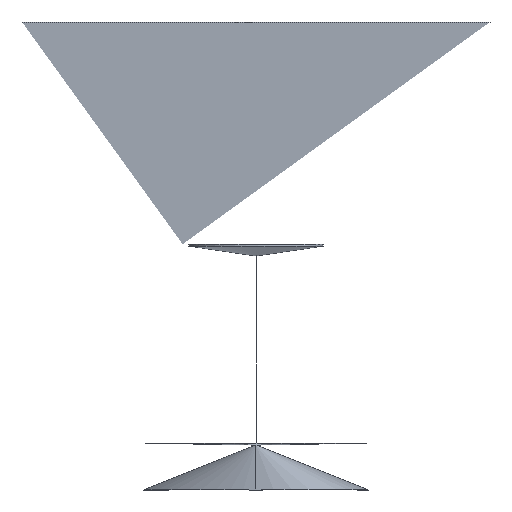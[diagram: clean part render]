
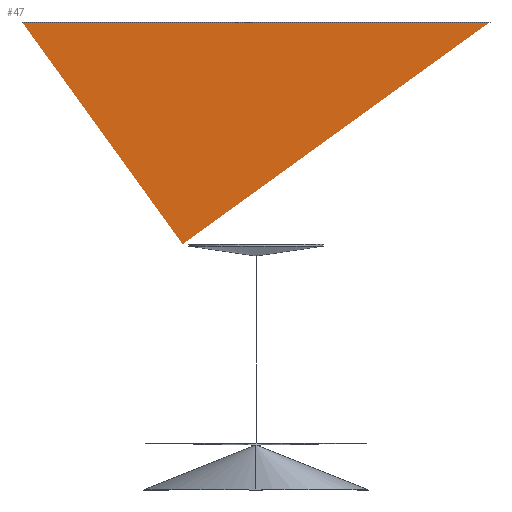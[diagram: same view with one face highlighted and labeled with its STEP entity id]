
A CAD part, left-side view. The second image highlights one B-rep face of the part: STEP entity #47.
In plain terms, the highlighted free-form (B-spline) face has degree [2, 2] with [5, 5] control points.
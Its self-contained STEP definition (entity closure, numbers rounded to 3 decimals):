
#20=FACE_BOUND('',#76,.T.);
#21=B_SPLINE_CURVE_WITH_KNOTS('',3,(#908,#909,#910,#911,#912,#913,#914,
#915,#916,#917,#918,#919,#920,#921,#922,#923,#924,#925,#926,#927,#928,#929,
#930,#931,#932,#933,#934,#935,#936,#937,#938,#939,#940,#941,#942,#943,#944),
 .UNSPECIFIED.,.T.,.F.,(4,2,2,2,3,2,2,2,3,2,2,2,3,2,2,2,4),(0.,15.489,
30.979,46.468,61.957,77.447,92.936,
108.425,123.915,139.404,154.893,170.383,
185.872,201.361,216.851,232.34,247.829),
 .UNSPECIFIED.);
#47=ADVANCED_FACE('',(#61,#20),#195,.T.);
#61=FACE_OUTER_BOUND('',#75,.T.);
#75=EDGE_LOOP('',(#112,#113));
#76=EDGE_LOOP('',(#114));
#112=ORIENTED_EDGE('',*,*,#141,.T.);
#113=ORIENTED_EDGE('',*,*,#143,.F.);
#114=ORIENTED_EDGE('',*,*,#142,.F.);
#141=EDGE_CURVE('',#183,#184,#167,.T.);
#142=EDGE_CURVE('',#185,#185,#21,.T.);
#143=EDGE_CURVE('',#183,#184,#168,.T.);
#167=(
BOUNDED_CURVE()
B_SPLINE_CURVE(2,(#903,#904,#905,#906,#907),.UNSPECIFIED.,.F.,.F.)
B_SPLINE_CURVE_WITH_KNOTS((3,2,3),(-196.35,0.,196.35),
 .UNSPECIFIED.)
CURVE()
GEOMETRIC_REPRESENTATION_ITEM()
RATIONAL_B_SPLINE_CURVE((1.,0.707,1.,0.707,1.))
REPRESENTATION_ITEM('')
);
#168=(
BOUNDED_CURVE()
B_SPLINE_CURVE(2,(#945,#946,#947,#948,#949),.UNSPECIFIED.,.F.,.F.)
B_SPLINE_CURVE_WITH_KNOTS((3,2,3),(-196.35,0.,196.35),
 .UNSPECIFIED.)
CURVE()
GEOMETRIC_REPRESENTATION_ITEM()
RATIONAL_B_SPLINE_CURVE((1.,0.707,1.,0.707,1.))
REPRESENTATION_ITEM('')
);
#183=VERTEX_POINT('',#900);
#184=VERTEX_POINT('',#901);
#185=VERTEX_POINT('',#902);
#195=(
BOUNDED_SURFACE()
B_SPLINE_SURFACE(2,2,((#850,#851,#852,#853,#854),(#855,#856,#857,#858,#859),
(#860,#861,#862,#863,#864),(#865,#866,#867,#868,#869),(#870,#871,#872,#873,
#874)),.UNSPECIFIED.,.F.,.F.,.F.)
B_SPLINE_SURFACE_WITH_KNOTS((3,2,3),(3,2,3),(-196.35,0.,196.35),
(0.,196.35,392.699),.UNSPECIFIED.)
GEOMETRIC_REPRESENTATION_ITEM()
RATIONAL_B_SPLINE_SURFACE(((1.,0.707,1.,0.707,1.),
(0.707,0.5,0.707,0.5,0.707),(1.,0.707,
1.,0.707,1.),(0.707,0.5,0.707,0.5,0.707),
(1.,0.707,1.,0.707,1.)))
REPRESENTATION_ITEM('')
SURFACE()
);
#850=CARTESIAN_POINT('',(0.,125.,250.));
#851=CARTESIAN_POINT('',(0.,125.,250.));
#852=CARTESIAN_POINT('',(0.,125.,250.));
#853=CARTESIAN_POINT('',(0.,125.,250.));
#854=CARTESIAN_POINT('',(0.,125.,250.));
#855=CARTESIAN_POINT('',(125.,125.,250.));
#856=CARTESIAN_POINT('',(125.,125.,125.));
#857=CARTESIAN_POINT('',(0.,125.,125.));
#858=CARTESIAN_POINT('',(-125.,125.,125.));
#859=CARTESIAN_POINT('',(-125.,125.,250.));
#860=CARTESIAN_POINT('',(125.,0.,250.));
#861=CARTESIAN_POINT('',(125.,0.,125.));
#862=CARTESIAN_POINT('',(0.,0.,125.));
#863=CARTESIAN_POINT('',(-125.,0.,125.));
#864=CARTESIAN_POINT('',(-125.,0.,250.));
#865=CARTESIAN_POINT('',(125.,-125.,250.));
#866=CARTESIAN_POINT('',(125.,-125.,125.));
#867=CARTESIAN_POINT('',(0.,-125.,125.));
#868=CARTESIAN_POINT('',(-125.,-125.,125.));
#869=CARTESIAN_POINT('',(-125.,-125.,250.));
#870=CARTESIAN_POINT('',(0.,-125.,250.));
#871=CARTESIAN_POINT('',(0.,-125.,250.));
#872=CARTESIAN_POINT('',(0.,-125.,250.));
#873=CARTESIAN_POINT('',(0.,-125.,250.));
#874=CARTESIAN_POINT('',(0.,-125.,250.));
#900=CARTESIAN_POINT('',(0.,125.,250.));
#901=CARTESIAN_POINT('',(0.,-125.,250.));
#902=CARTESIAN_POINT('',(0.,39.191,131.303));
#903=CARTESIAN_POINT('',(0.,125.,250.));
#904=CARTESIAN_POINT('',(125.,125.,250.));
#905=CARTESIAN_POINT('',(125.,0.,250.));
#906=CARTESIAN_POINT('',(125.,-125.,250.));
#907=CARTESIAN_POINT('',(0.,-125.,250.));
#908=CARTESIAN_POINT('',(0.,39.191,131.303));
#909=CARTESIAN_POINT('',(5.147,39.191,131.303));
#910=CARTESIAN_POINT('',(10.243,38.177,131.303));
#911=CARTESIAN_POINT('',(19.753,34.238,131.303));
#912=CARTESIAN_POINT('',(24.073,31.351,131.303));
#913=CARTESIAN_POINT('',(31.351,24.073,131.303));
#914=CARTESIAN_POINT('',(34.238,19.753,131.303));
#915=CARTESIAN_POINT('',(38.177,10.243,131.303));
#916=CARTESIAN_POINT('',(39.191,5.147,131.303));
#917=CARTESIAN_POINT('',(39.191,0.,131.303));
#918=CARTESIAN_POINT('',(39.191,-5.147,131.303));
#919=CARTESIAN_POINT('',(38.177,-10.243,131.303));
#920=CARTESIAN_POINT('',(34.238,-19.753,131.303));
#921=CARTESIAN_POINT('',(31.351,-24.073,131.303));
#922=CARTESIAN_POINT('',(24.073,-31.351,131.303));
#923=CARTESIAN_POINT('',(19.753,-34.238,131.303));
#924=CARTESIAN_POINT('',(10.243,-38.177,131.303));
#925=CARTESIAN_POINT('',(5.147,-39.191,131.303));
#926=CARTESIAN_POINT('',(0.,-39.191,131.303));
#927=CARTESIAN_POINT('',(-5.147,-39.191,131.303));
#928=CARTESIAN_POINT('',(-10.243,-38.177,131.303));
#929=CARTESIAN_POINT('',(-19.753,-34.238,131.303));
#930=CARTESIAN_POINT('',(-24.073,-31.351,131.303));
#931=CARTESIAN_POINT('',(-31.351,-24.073,131.303));
#932=CARTESIAN_POINT('',(-34.238,-19.753,131.303));
#933=CARTESIAN_POINT('',(-38.177,-10.243,131.303));
#934=CARTESIAN_POINT('',(-39.191,-5.147,131.303));
#935=CARTESIAN_POINT('',(-39.191,0.,131.303));
#936=CARTESIAN_POINT('',(-39.191,5.147,131.303));
#937=CARTESIAN_POINT('',(-38.177,10.243,131.303));
#938=CARTESIAN_POINT('',(-34.238,19.753,131.303));
#939=CARTESIAN_POINT('',(-31.351,24.073,131.303));
#940=CARTESIAN_POINT('',(-24.073,31.351,131.303));
#941=CARTESIAN_POINT('',(-19.753,34.238,131.303));
#942=CARTESIAN_POINT('',(-10.243,38.177,131.303));
#943=CARTESIAN_POINT('',(-5.147,39.191,131.303));
#944=CARTESIAN_POINT('',(0.,39.191,131.303));
#945=CARTESIAN_POINT('',(0.,125.,250.));
#946=CARTESIAN_POINT('',(-125.,125.,250.));
#947=CARTESIAN_POINT('',(-125.,0.,250.));
#948=CARTESIAN_POINT('',(-125.,-125.,250.));
#949=CARTESIAN_POINT('',(0.,-125.,250.));
